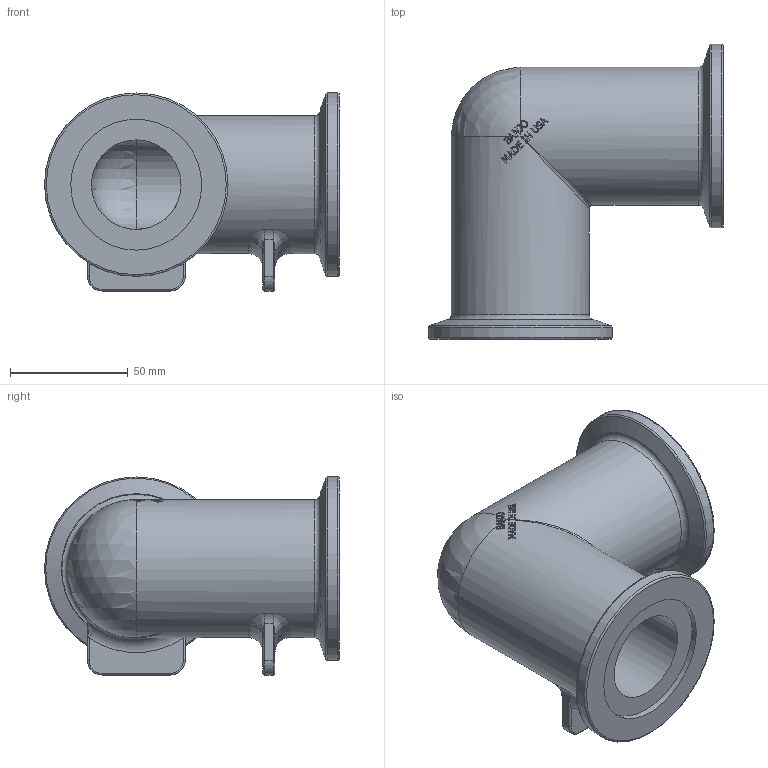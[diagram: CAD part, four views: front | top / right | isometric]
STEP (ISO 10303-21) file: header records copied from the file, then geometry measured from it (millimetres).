
FILE_DESCRIPTION(/* description */ ('90 DEG, 2" MANIFOLD COUPLING'),/* implementation_level */ '2;1');
FILE_NAME(/* name */ 'M200CPG90.stp',/* time_stamp */ '2014-01-13T07:53:54-05:00',/* author */ ('areid'),/* organization */ (''),/* preprocessor_version */ 'ST-DEVELOPER v15.2',/* originating_system */ 'Autodesk Inventor 2014',/* authorisation */ '');
FILE_SCHEMA (('AUTOMOTIVE_DESIGN { 1 0 10303 214 3 1 1 }'));
Products named in the file (1): M200CPG90
Bounding box: 125.35 x 125.35 x 84.2 mm (x, y, z)
Volume: 297628.2 mm3; surface area: 65564.9 mm2
Topology: 1 solids, 1 shells, 457 faces, 1245 edges, 812 vertices
Faces by surface type: bspline 221, plane 139, cylinder 71, torus 18, sphere 6, cone 2
Full cylindrical faces by diameter (mm): 38.1 x2, 55.626 x2, 58.674 x2, 77.978 x2
Entity records: 45067 total; most frequent: CARTESIAN_POINT 34835, ORIENTED_EDGE 2438, DIRECTION 1601, EDGE_CURVE 1219, VERTEX_POINT 808, AXIS2_PLACEMENT_3D 617, EDGE_LOOP 511, B_SPLINE_CURVE_WITH_KNOTS 472
